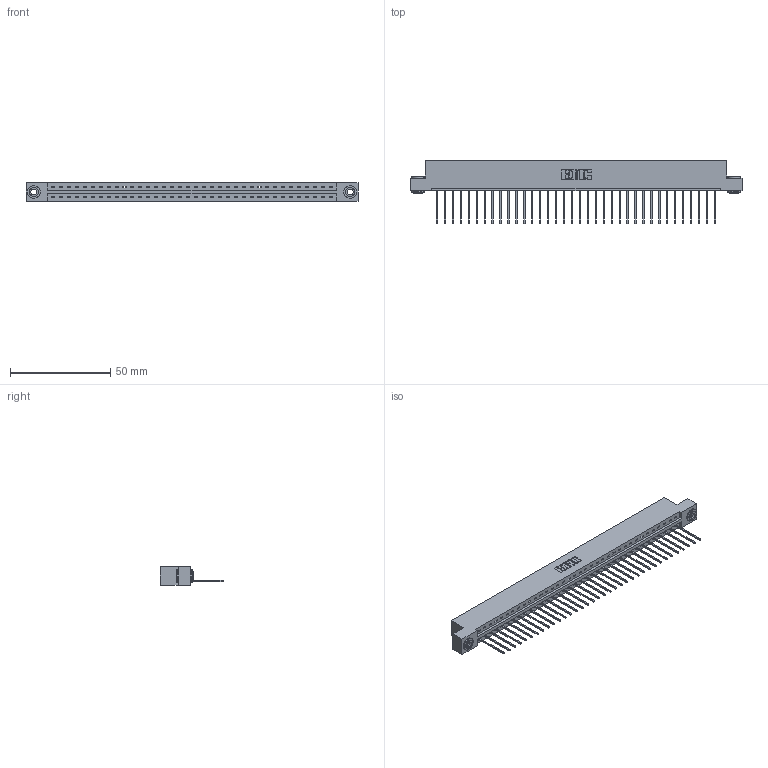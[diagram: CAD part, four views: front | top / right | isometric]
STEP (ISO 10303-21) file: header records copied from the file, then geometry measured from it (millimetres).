
FILE_DESCRIPTION (( 'STEP AP203' ), '1' );
FILE_NAME ('387-036-542-103.STEP', '2019-10-04T13:37:33', ( '' ), ( '' ), 'SwSTEP 2.0', 'SolidWorks 2016', '' );
FILE_SCHEMA (( 'CONFIG_CONTROL_DESIGN' ));
Length unit declared in the file: inch
Products named in the file (4): 345-292-001_345-293-142; 387-036-542-103; 345-250-002_345-250-002-102; 337 Part_Flush Mounting Lugs - 0.156 Dia-TH
Assembly tree (39 placements, depth 2):
  387-036-542-103
    337 Part_Flush Mounting Lugs - 0.156 Dia-TH
    345-292-001_345-293-142  x36
    345-250-002_345-250-002-102  x2
Bounding box: 165.66 x 31.63 x 9.4 mm (x, y, z)
Volume: 17241.9 mm3; surface area: 18543.2 mm2
Topology: 39 solids, 39 shells, 2384 faces, 7155 edges, 4718 vertices
Faces by surface type: plane 1736, cylinder 640, cone 8
Entity records: 28204 total; most frequent: CARTESIAN_POINT 4889, ORIENTED_EDGE 4854, DIRECTION 4161, EDGE_CURVE 2427, VECTOR 2275, LINE 2275, VERTEX_POINT 1614, AXIS2_PLACEMENT_3D 943
